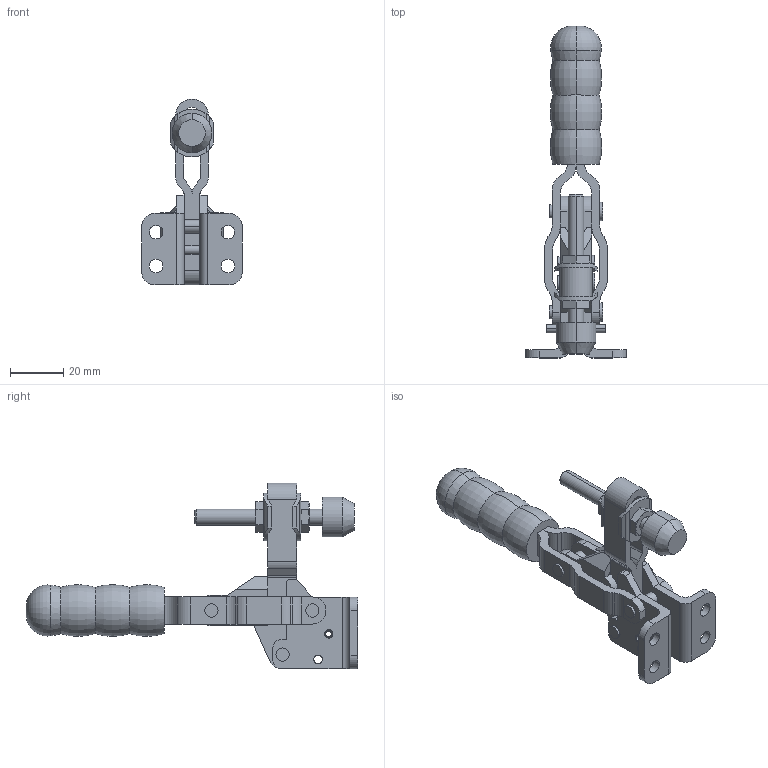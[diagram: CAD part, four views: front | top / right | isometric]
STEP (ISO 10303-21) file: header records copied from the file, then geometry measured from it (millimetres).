
FILE_DESCRIPTION( ( '' ), '1' );
FILE_NAME( 'K0058.0150NGESCHLOSSEN_11.stp', '2012-10-29T15:35:37', ( '' ), ( '' ), ' ', ' ', ' ' );
FILE_SCHEMA( ( 'CONFIG_CONTROL_DESIGN' ) );
Length unit declared in the file: millimetre
Products named in the file (11): 1; 2; 3; 4; 5; 6; 7; 8; 9; 10; 11
Bounding box: 38 x 125 x 70 mm (x, y, z)
Volume: 36891.7 mm3; surface area: 23001.8 mm2
Topology: 11 solids, 11 shells, 338 faces, 849 edges, 550 vertices
Faces by surface type: plane 145, cylinder 137, cone 46, torus 10
Entity records: 10729 total; most frequent: CARTESIAN_POINT 1924, DIRECTION 1835, ORIENTED_EDGE 1698, EDGE_CURVE 849, AXIS2_PLACEMENT_3D 705, VERTEX_POINT 550, LINE 425, VECTOR 425
